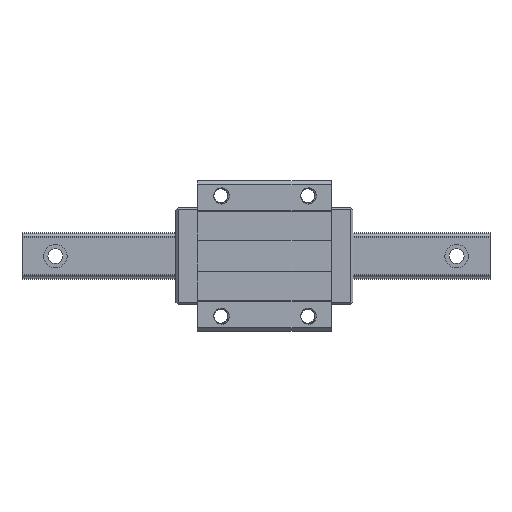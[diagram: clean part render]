
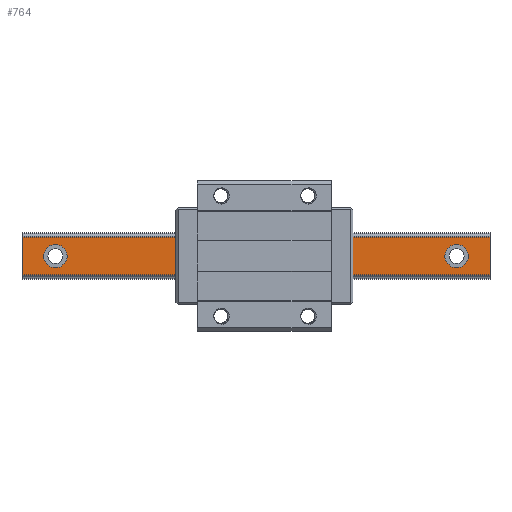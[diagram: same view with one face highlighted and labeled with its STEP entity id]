
A CAD part, top view. The second image highlights one B-rep face of the part: STEP entity #764.
In plain terms, the highlighted planar face has unit normal (0, 0, 1).
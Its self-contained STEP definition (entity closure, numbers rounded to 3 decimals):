
#128=FACE_BOUND('',#1176,.T.);
#129=FACE_BOUND('',#1177,.T.);
#130=FACE_BOUND('',#1178,.T.);
#131=FACE_BOUND('',#1179,.T.);
#132=FACE_BOUND('',#1180,.T.);
#206=PLANE('',#3656);
#319=LINE('',#5013,#542);
#320=LINE('',#5023,#543);
#321=LINE('',#5025,#544);
#322=LINE('',#5027,#545);
#542=VECTOR('',#4061,1.);
#543=VECTOR('',#4072,1.);
#544=VECTOR('',#4073,1.);
#545=VECTOR('',#4074,1.);
#764=ADVANCED_FACE('',(#128,#129,#130,#131,#132),#206,.T.);
#1176=EDGE_LOOP('',(#1640));
#1177=EDGE_LOOP('',(#1641));
#1178=EDGE_LOOP('',(#1642));
#1179=EDGE_LOOP('',(#1643));
#1180=EDGE_LOOP('',(#1644,#1645,#1646,#1647));
#1640=ORIENTED_EDGE('',*,*,#3024,.T.);
#1641=ORIENTED_EDGE('',*,*,#3025,.T.);
#1642=ORIENTED_EDGE('',*,*,#3026,.T.);
#1643=ORIENTED_EDGE('',*,*,#3027,.T.);
#1644=ORIENTED_EDGE('',*,*,#3028,.F.);
#1645=ORIENTED_EDGE('',*,*,#3023,.F.);
#1646=ORIENTED_EDGE('',*,*,#3029,.T.);
#1647=ORIENTED_EDGE('',*,*,#3030,.T.);
#2626=VERTEX_POINT('',#5010);
#2627=VERTEX_POINT('',#5012);
#2628=VERTEX_POINT('',#5016);
#2629=VERTEX_POINT('',#5018);
#2630=VERTEX_POINT('',#5020);
#2631=VERTEX_POINT('',#5022);
#2632=VERTEX_POINT('',#5024);
#2633=VERTEX_POINT('',#5026);
#3023=EDGE_CURVE('',#2627,#2626,#319,.T.);
#3024=EDGE_CURVE('',#2628,#2628,#3490,.T.);
#3025=EDGE_CURVE('',#2629,#2629,#3491,.T.);
#3026=EDGE_CURVE('',#2630,#2630,#3492,.T.);
#3027=EDGE_CURVE('',#2631,#2631,#3493,.T.);
#3028=EDGE_CURVE('',#2626,#2632,#320,.T.);
#3029=EDGE_CURVE('',#2627,#2633,#321,.T.);
#3030=EDGE_CURVE('',#2633,#2632,#322,.T.);
#3490=CIRCLE('',#3652,7.);
#3491=CIRCLE('',#3653,7.);
#3492=CIRCLE('',#3654,7.);
#3493=CIRCLE('',#3655,7.);
#3652=AXIS2_PLACEMENT_3D('',#5015,#4064,#4065);
#3653=AXIS2_PLACEMENT_3D('',#5017,#4066,#4067);
#3654=AXIS2_PLACEMENT_3D('',#5019,#4068,#4069);
#3655=AXIS2_PLACEMENT_3D('',#5021,#4070,#4071);
#3656=AXIS2_PLACEMENT_3D('',#5028,#4075,#4076);
#4061=DIRECTION('',(-1.,0.,0.));
#4064=DIRECTION('',(0.,0.,-1.));
#4065=DIRECTION('',(-1.,0.,0.));
#4066=DIRECTION('',(0.,0.,-1.));
#4067=DIRECTION('',(-1.,0.,0.));
#4068=DIRECTION('',(0.,0.,-1.));
#4069=DIRECTION('',(-1.,0.,0.));
#4070=DIRECTION('',(0.,0.,-1.));
#4071=DIRECTION('',(-1.,0.,0.));
#4072=DIRECTION('',(0.,1.,0.));
#4073=DIRECTION('',(0.,1.,0.));
#4074=DIRECTION('',(-1.,0.,0.));
#4075=DIRECTION('',(0.,0.,1.));
#4076=DIRECTION('',(1.,0.,0.));
#5010=CARTESIAN_POINT('',(286.838,-1033.311,23.));
#5012=CARTESIAN_POINT('',(566.838,-1033.311,23.));
#5013=CARTESIAN_POINT('',(511.838,-1033.311,23.));
#5015=CARTESIAN_POINT('',(546.838,-1022.167,23.));
#5016=CARTESIAN_POINT('',(539.838,-1022.167,23.));
#5017=CARTESIAN_POINT('',(466.838,-1022.167,23.));
#5018=CARTESIAN_POINT('',(459.838,-1022.167,23.));
#5019=CARTESIAN_POINT('',(386.838,-1022.167,23.));
#5020=CARTESIAN_POINT('',(379.838,-1022.167,23.));
#5021=CARTESIAN_POINT('',(306.838,-1022.167,23.));
#5022=CARTESIAN_POINT('',(299.838,-1022.167,23.));
#5023=CARTESIAN_POINT('',(286.838,-1033.311,23.));
#5024=CARTESIAN_POINT('',(286.838,-1011.022,23.));
#5025=CARTESIAN_POINT('',(566.838,-1033.311,23.));
#5026=CARTESIAN_POINT('',(566.838,-1011.022,23.));
#5027=CARTESIAN_POINT('',(511.838,-1011.022,23.));
#5028=CARTESIAN_POINT('',(511.838,-1033.311,23.));
